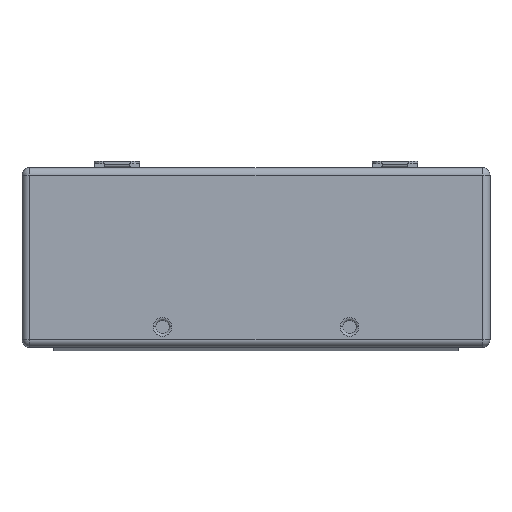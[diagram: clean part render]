
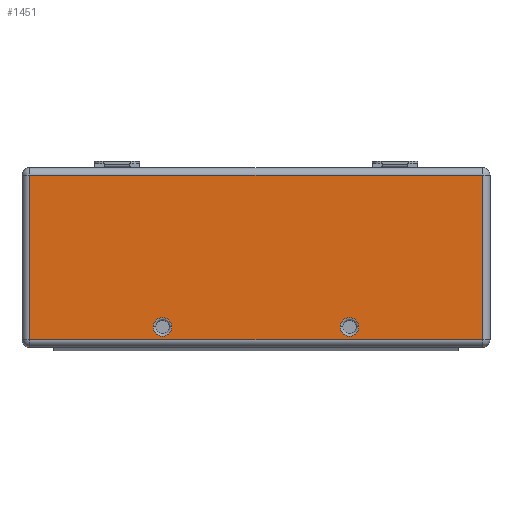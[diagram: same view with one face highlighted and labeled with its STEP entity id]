
A CAD part, front view. The second image highlights one B-rep face of the part: STEP entity #1451.
In plain terms, the highlighted face is planar.
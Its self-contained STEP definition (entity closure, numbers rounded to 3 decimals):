
#62 = CARTESIAN_POINT ( 'NONE',  ( 89.5, -32.5, 0. ) ) ;
#87 = DIRECTION ( 'NONE',  ( -1., 0., 0. ) ) ;
#147 = LINE ( 'NONE', #2888, #4202 ) ;
#257 = CARTESIAN_POINT ( 'NONE',  ( -37., -27.5, 0. ) ) ;
#434 = CARTESIAN_POINT ( 'NONE',  ( -40.65, -27.5, 0. ) ) ;
#482 = DIRECTION ( 'NONE',  ( 0., 0., 1. ) ) ;
#518 = VERTEX_POINT ( 'NONE', #3512 ) ;
#563 = AXIS2_PLACEMENT_3D ( 'NONE', #2038, #3120, #1697 ) ;
#697 = FACE_BOUND ( 'NONE', #2121, .T. ) ;
#718 = VERTEX_POINT ( 'NONE', #873 ) ;
#749 = EDGE_CURVE ( 'NONE', #1286, #518, #2817, .T. ) ;
#821 = EDGE_CURVE ( 'NONE', #2733, #967, #147, .T. ) ;
#846 = DIRECTION ( 'NONE',  ( 0., 0., 1. ) ) ;
#867 = AXIS2_PLACEMENT_3D ( 'NONE', #2232, #482, #1478 ) ;
#873 = CARTESIAN_POINT ( 'NONE',  ( 89.5, 32.5, 0. ) ) ;
#891 = CARTESIAN_POINT ( 'NONE',  ( 33.35, -27.5, 0. ) ) ;
#959 = EDGE_CURVE ( 'NONE', #718, #2733, #3748, .T. ) ;
#967 = VERTEX_POINT ( 'NONE', #2624 ) ;
#1034 = ORIENTED_EDGE ( 'NONE', *, *, #1613, .T. ) ;
#1084 = ORIENTED_EDGE ( 'NONE', *, *, #959, .T. ) ;
#1243 = VERTEX_POINT ( 'NONE', #2499 ) ;
#1286 = VERTEX_POINT ( 'NONE', #891 ) ;
#1451 = ADVANCED_FACE ( 'NONE', ( #4152, #697, #2472 ), #2017, .T. ) ;
#1478 = DIRECTION ( 'NONE',  ( -1., 0., 0. ) ) ;
#1481 = EDGE_CURVE ( 'NONE', #1243, #718, #3314, .T. ) ;
#1587 = VECTOR ( 'NONE', #2956, 1000. ) ;
#1613 = EDGE_CURVE ( 'NONE', #2540, #2562, #3316, .T. ) ;
#1697 = DIRECTION ( 'NONE',  ( -1., 0., 0. ) ) ;
#1699 = ORIENTED_EDGE ( 'NONE', *, *, #1481, .T. ) ;
#1825 = ORIENTED_EDGE ( 'NONE', *, *, #3165, .T. ) ;
#1955 = DIRECTION ( 'NONE',  ( 0., 1., 0. ) ) ;
#1976 = ORIENTED_EDGE ( 'NONE', *, *, #2224, .T. ) ;
#1995 = ORIENTED_EDGE ( 'NONE', *, *, #821, .T. ) ;
#2017 = PLANE ( 'NONE',  #563 ) ;
#2038 = CARTESIAN_POINT ( 'NONE',  ( 0., 0., 0. ) ) ;
#2121 = EDGE_LOOP ( 'NONE', ( #3735, #1825 ) ) ;
#2187 = CARTESIAN_POINT ( 'NONE',  ( 37., -27.5, 0. ) ) ;
#2224 = EDGE_CURVE ( 'NONE', #2562, #2540, #3951, .T. ) ;
#2232 = CARTESIAN_POINT ( 'NONE',  ( 37., -27.5, 0. ) ) ;
#2317 = AXIS2_PLACEMENT_3D ( 'NONE', #257, #846, #4043 ) ;
#2472 = FACE_OUTER_BOUND ( 'NONE', #2694, .T. ) ;
#2499 = CARTESIAN_POINT ( 'NONE',  ( -89.5, 32.5, 0. ) ) ;
#2522 = CARTESIAN_POINT ( 'NONE',  ( -33.35, -27.5, 0. ) ) ;
#2539 = DIRECTION ( 'NONE',  ( 0., 0., 1. ) ) ;
#2540 = VERTEX_POINT ( 'NONE', #434 ) ;
#2560 = DIRECTION ( 'NONE',  ( -1., 0., 0. ) ) ;
#2562 = VERTEX_POINT ( 'NONE', #2522 ) ;
#2624 = CARTESIAN_POINT ( 'NONE',  ( -89.5, -32.5, 0. ) ) ;
#2694 = EDGE_LOOP ( 'NONE', ( #2713, #1699, #1084, #1995 ) ) ;
#2713 = ORIENTED_EDGE ( 'NONE', *, *, #3804, .T. ) ;
#2733 = VERTEX_POINT ( 'NONE', #62 ) ;
#2805 = CARTESIAN_POINT ( 'NONE',  ( -37., -27.5, 0. ) ) ;
#2817 = CIRCLE ( 'NONE', #867, 3.65 ) ;
#2860 = DIRECTION ( 'NONE',  ( -1., 0., 0. ) ) ;
#2863 = AXIS2_PLACEMENT_3D ( 'NONE', #2805, #3896, #87 ) ;
#2888 = CARTESIAN_POINT ( 'NONE',  ( -92.5, -32.5, 0. ) ) ;
#2956 = DIRECTION ( 'NONE',  ( 1., 0., 0. ) ) ;
#2961 = CARTESIAN_POINT ( 'NONE',  ( -89.5, 35.5, 0. ) ) ;
#2997 = CARTESIAN_POINT ( 'NONE',  ( 89.5, -35.5, 0. ) ) ;
#3120 = DIRECTION ( 'NONE',  ( 0., 0., -1. ) ) ;
#3165 = EDGE_CURVE ( 'NONE', #518, #1286, #3888, .T. ) ;
#3314 = LINE ( 'NONE', #4421, #1587 ) ;
#3316 = CIRCLE ( 'NONE', #2317, 3.65 ) ;
#3383 = VECTOR ( 'NONE', #4394, 1000. ) ;
#3407 = EDGE_LOOP ( 'NONE', ( #1034, #1976 ) ) ;
#3512 = CARTESIAN_POINT ( 'NONE',  ( 40.65, -27.5, 0. ) ) ;
#3735 = ORIENTED_EDGE ( 'NONE', *, *, #749, .T. ) ;
#3748 = LINE ( 'NONE', #2997, #3383 ) ;
#3804 = EDGE_CURVE ( 'NONE', #967, #1243, #4047, .T. ) ;
#3888 = CIRCLE ( 'NONE', #4178, 3.65 ) ;
#3896 = DIRECTION ( 'NONE',  ( 0., 0., 1. ) ) ;
#3951 = CIRCLE ( 'NONE', #2863, 3.65 ) ;
#4043 = DIRECTION ( 'NONE',  ( -1., 0., 0. ) ) ;
#4047 = LINE ( 'NONE', #2961, #4350 ) ;
#4152 = FACE_BOUND ( 'NONE', #3407, .T. ) ;
#4178 = AXIS2_PLACEMENT_3D ( 'NONE', #2187, #2539, #2560 ) ;
#4202 = VECTOR ( 'NONE', #2860, 1000. ) ;
#4350 = VECTOR ( 'NONE', #1955, 1000. ) ;
#4394 = DIRECTION ( 'NONE',  ( 0., -1., 0. ) ) ;
#4421 = CARTESIAN_POINT ( 'NONE',  ( 92.5, 32.5, 0. ) ) ;
